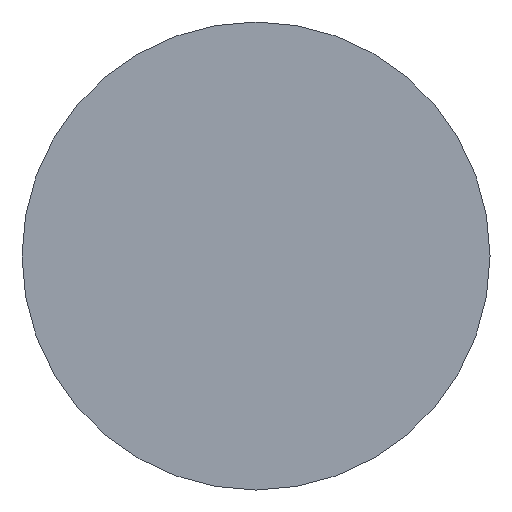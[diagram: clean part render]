
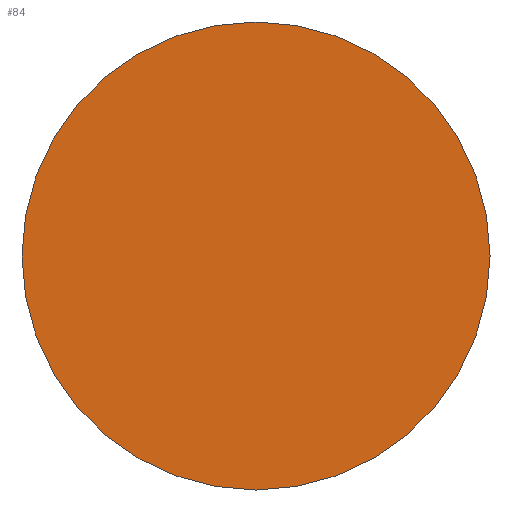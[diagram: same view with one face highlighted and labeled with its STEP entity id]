
A CAD part, front view. The second image highlights one B-rep face of the part: STEP entity #84.
In plain terms, the highlighted planar face has unit normal (0, -1, 0).
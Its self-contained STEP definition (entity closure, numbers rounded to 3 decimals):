
#18=PLANE('',#111);
#30=FACE_OUTER_BOUND('',#37,.T.);
#37=EDGE_LOOP('',(#77));
#44=CIRCLE('',#110,6.25);
#50=VERTEX_POINT('',#160);
#58=EDGE_CURVE('',#50,#50,#44,.T.);
#77=ORIENTED_EDGE('',*,*,#58,.T.);
#84=ADVANCED_FACE('',(#30),#18,.F.);
#110=AXIS2_PLACEMENT_3D('',#161,#137,#138);
#111=AXIS2_PLACEMENT_3D('',#163,#140,#141);
#137=DIRECTION('center_axis',(0.,-1.,0.));
#138=DIRECTION('ref_axis',(1.,0.,0.));
#140=DIRECTION('center_axis',(0.,1.,0.));
#141=DIRECTION('ref_axis',(1.,0.,0.));
#160=CARTESIAN_POINT('',(-6.25,-1.2,0.));
#161=CARTESIAN_POINT('Origin',(0.,-1.2,0.));
#163=CARTESIAN_POINT('Origin',(0.,-1.2,0.));
